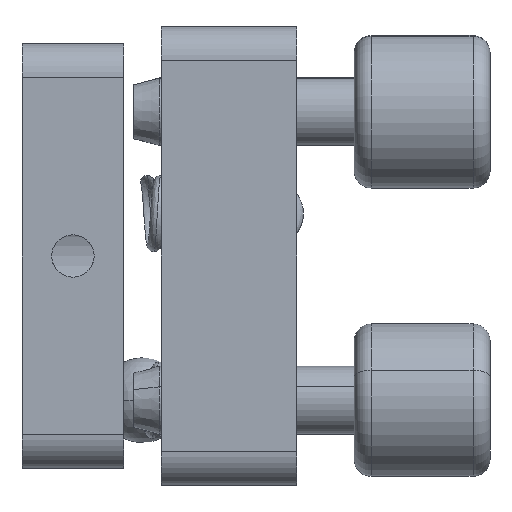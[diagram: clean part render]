
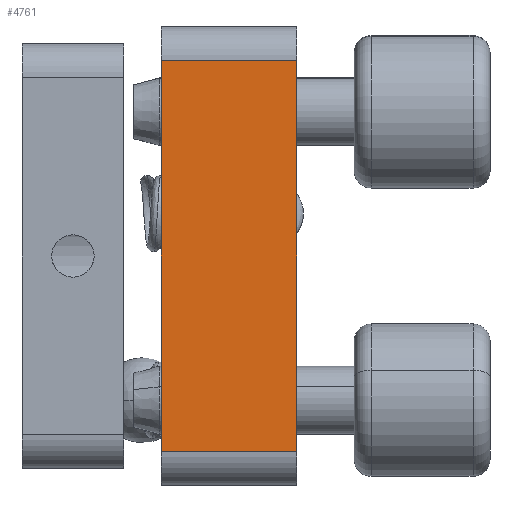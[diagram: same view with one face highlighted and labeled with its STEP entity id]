
A CAD part, left-side view. The second image highlights one B-rep face of the part: STEP entity #4761.
In plain terms, the highlighted planar face has unit normal (-1, 0, 0).
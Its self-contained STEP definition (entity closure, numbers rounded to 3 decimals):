
#178 = CARTESIAN_POINT ( 'NONE',  ( -13.226, -4.111, 13.5 ) ) ;
#307 = AXIS2_PLACEMENT_3D ( 'NONE', #1524, #7466, #2387 ) ;
#764 = VERTEX_POINT ( 'NONE', #9259 ) ;
#1524 = CARTESIAN_POINT ( 'NONE',  ( -13.226, -12.111, 13.5 ) ) ;
#1541 = LINE ( 'NONE', #8723, #10281 ) ;
#1670 = CARTESIAN_POINT ( 'NONE',  ( -13.226, -12.111, 36.5 ) ) ;
#2210 = CARTESIAN_POINT ( 'NONE',  ( -13.226, -12.111, 36.5 ) ) ;
#2333 = ORIENTED_EDGE ( 'NONE', *, *, #2705, .T. ) ;
#2338 = ORIENTED_EDGE ( 'NONE', *, *, #4614, .F. ) ;
#2387 = DIRECTION ( 'NONE',  ( 0., 0., 1. ) ) ;
#2455 = CARTESIAN_POINT ( 'NONE',  ( -13.226, -4.111, 13.5 ) ) ;
#2705 = EDGE_CURVE ( 'NONE', #764, #7227, #1541, .T. ) ;
#2971 = ORIENTED_EDGE ( 'NONE', *, *, #4822, .F. ) ;
#3230 = VERTEX_POINT ( 'NONE', #8345 ) ;
#3737 = DIRECTION ( 'NONE',  ( 0., 1., 0. ) ) ;
#4012 = LINE ( 'NONE', #1670, #6293 ) ;
#4079 = DIRECTION ( 'NONE',  ( 0., 0., 1. ) ) ;
#4389 = VERTEX_POINT ( 'NONE', #178 ) ;
#4614 = EDGE_CURVE ( 'NONE', #764, #4389, #10798, .T. ) ;
#4619 = ORIENTED_EDGE ( 'NONE', *, *, #4884, .T. ) ;
#4761 = ADVANCED_FACE ( 'NONE', ( #6955 ), #4852, .T. ) ;
#4822 = EDGE_CURVE ( 'NONE', #4389, #3230, #5075, .T. ) ;
#4852 = PLANE ( 'NONE',  #307 ) ;
#4884 = EDGE_CURVE ( 'NONE', #7227, #3230, #4012, .T. ) ;
#5075 = LINE ( 'NONE', #2455, #9571 ) ;
#6293 = VECTOR ( 'NONE', #6772, 1000. ) ;
#6772 = DIRECTION ( 'NONE',  ( 0., 1., 0. ) ) ;
#6955 = FACE_OUTER_BOUND ( 'NONE', #8811, .T. ) ;
#7227 = VERTEX_POINT ( 'NONE', #2210 ) ;
#7466 = DIRECTION ( 'NONE',  ( -1., 0., 0. ) ) ;
#8140 = CARTESIAN_POINT ( 'NONE',  ( -13.226, -12.111, 13.5 ) ) ;
#8345 = CARTESIAN_POINT ( 'NONE',  ( -13.226, -4.111, 36.5 ) ) ;
#8723 = CARTESIAN_POINT ( 'NONE',  ( -13.226, -12.111, 13.5 ) ) ;
#8811 = EDGE_LOOP ( 'NONE', ( #2971, #2338, #2333, #4619 ) ) ;
#9259 = CARTESIAN_POINT ( 'NONE',  ( -13.226, -12.111, 13.5 ) ) ;
#9571 = VECTOR ( 'NONE', #4079, 1000. ) ;
#9573 = DIRECTION ( 'NONE',  ( 0., 0., 1. ) ) ;
#10254 = VECTOR ( 'NONE', #3737, 1000. ) ;
#10281 = VECTOR ( 'NONE', #9573, 1000. ) ;
#10798 = LINE ( 'NONE', #8140, #10254 ) ;
